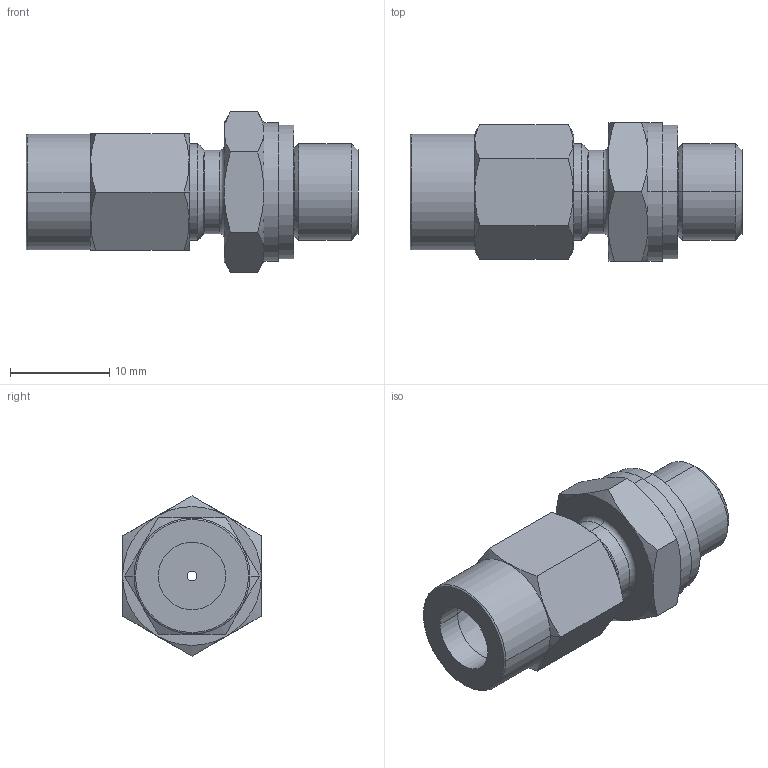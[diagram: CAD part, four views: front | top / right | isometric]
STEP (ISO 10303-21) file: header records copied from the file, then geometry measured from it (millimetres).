
FILE_DESCRIPTION((''),'2;1');
FILE_NAME('003H6930_ASM','2015-04-10T',('u317927'),('Danfoss'),'PRO/ENGINEER BY PARAMETRIC TECHNOLOGY CORPORATION, 2014000','PRO/ENGINEER BY PARAMETRIC TECHNOLOGY CORPORATION, 2014000','');
FILE_SCHEMA(('CONFIG_CONTROL_DESIGN'));
Length unit declared in the file: millimetre
Products named in the file (4): 8881071; 5191729; 5454032; 003H6930_ASM
Assembly tree (3 placements, depth 2):
  003H6930_ASM
    8881071
    5191729
    5454032
Bounding box: 33.5 x 14 x 16.17 mm (x, y, z)
Volume: 3045.7 mm3; surface area: 3422.1 mm2
Topology: 3 solids, 6 shells, 91 faces, 203 edges, 120 vertices
Faces by surface type: cone 35, cylinder 30, plane 20, torus 6
Entity records: 2816 total; most frequent: CARTESIAN_POINT 671, DIRECTION 467, ORIENTED_EDGE 394, EDGE_CURVE 203, AXIS2_PLACEMENT_3D 198, VERTEX_POINT 120, EDGE_LOOP 99, CIRCLE 96
